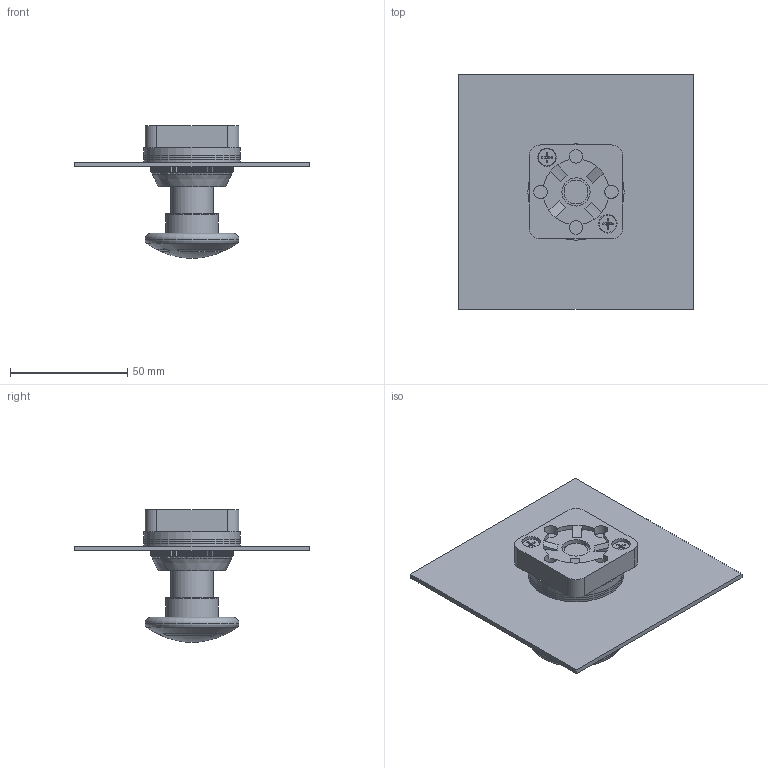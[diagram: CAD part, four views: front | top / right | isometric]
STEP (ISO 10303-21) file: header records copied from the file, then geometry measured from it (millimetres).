
FILE_DESCRIPTION((''),'2;1');
FILE_NAME('AMLx.stp','2007-11-20T12:10:56',('Philipp'),(''),'Autodesk Inventor 2008','Autodesk Inventor 2008','');
FILE_SCHEMA(('AUTOMOTIVE_DESIGN { 1 0 10303 214 1 1 1 1 }'));
Length unit declared in the file: inch
Products named in the file (7): AMLx; base; cap; rubber_gasket_3mm; rubber_gasket_1mm; Psnel; DIN EN ISO 7046-1 H M3.5 x 8 - 4.8 - H
Assembly tree (9 placements, depth 2):
  AMLx
    base
    cap
    rubber_gasket_3mm
    rubber_gasket_1mm  x3
    Psnel
    DIN EN ISO 7046-1 H M3.5 x 8 - 4.8 - H  x2
Bounding box: 100 x 100 x 56.65 mm (x, y, z)
Volume: 61083.4 mm3; surface area: 43164.1 mm2
Topology: 9 solids, 9 shells, 748 faces, 2116 edges, 1402 vertices
Faces by surface type: plane 452, cylinder 233, cone 31, torus 20, bspline 12
Full cylindrical faces by diameter (mm): 3.132 x2, 3.5 x3, 5.75 x2, 7.3 x2, 7.85 x1, 10.15 x1, 12 x1, 18 x1, 19 x1, 22.5 x1, 24 x1, 24.5 x1, 30 x4, 30.5 x4, 31 x1, 40 x1, 41 x4
Entity records: 23176 total; most frequent: CARTESIAN_POINT 5242, ORIENTED_EDGE 3950, DIRECTION 3519, EDGE_CURVE 1975, VERTEX_POINT 1334, AXIS2_PLACEMENT_3D 1245, VECTOR 1029, LINE 1029
